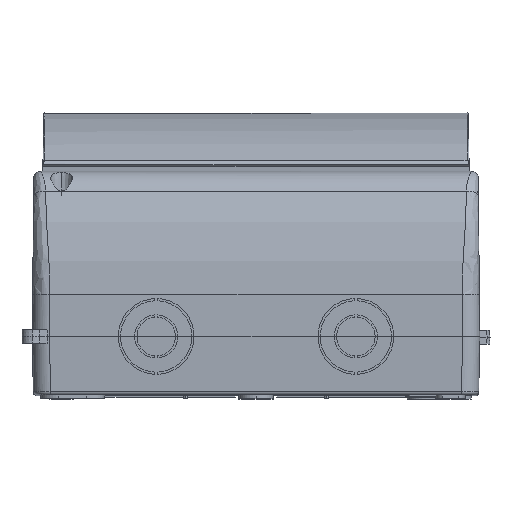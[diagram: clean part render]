
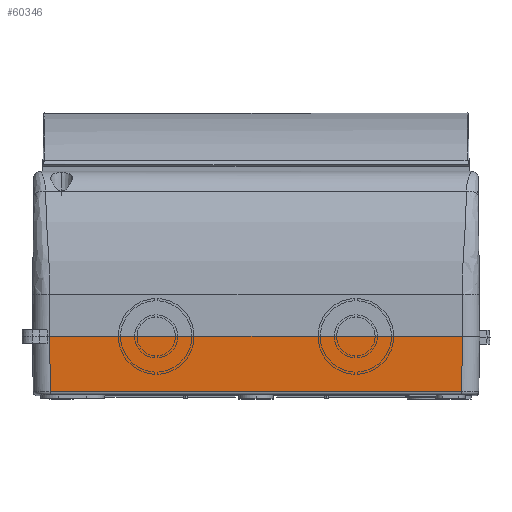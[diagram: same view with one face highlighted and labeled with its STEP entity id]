
A CAD part, top view. The second image highlights one B-rep face of the part: STEP entity #60346.
In plain terms, the highlighted planar face has unit normal (0, -0.018, 1).
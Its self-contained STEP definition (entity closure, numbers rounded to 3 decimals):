
#304 = DIRECTION ( 'NONE',  ( 0., -0.017, 1. ) ) ;
#982 = ORIENTED_EDGE ( 'NONE', *, *, #49102, .T. ) ;
#5045 = VECTOR ( 'NONE', #12751, 1000. ) ;
#11349 = CARTESIAN_POINT ( 'NONE',  ( 59.963, 14.819, 69.962 ) ) ;
#12066 = VECTOR ( 'NONE', #33515, 1000. ) ;
#12751 = DIRECTION ( 'NONE',  ( 1., 0., 0. ) ) ;
#13598 = CARTESIAN_POINT ( 'NONE',  ( -60.002, 17.087, 70.002 ) ) ;
#19504 = EDGE_CURVE ( 'NONE', #41650, #19942, #37215, .T. ) ;
#19942 = VERTEX_POINT ( 'NONE', #63229 ) ;
#20215 = PLANE ( 'NONE',  #35844 ) ;
#25217 = EDGE_LOOP ( 'NONE', ( #48691, #982, #58377, #25481 ) ) ;
#25394 = LINE ( 'NONE', #13598, #12066 ) ;
#25481 = ORIENTED_EDGE ( 'NONE', *, *, #19504, .F. ) ;
#26910 = FACE_OUTER_BOUND ( 'NONE', #25217, .T. ) ;
#28220 = EDGE_CURVE ( 'NONE', #53553, #19942, #56538, .T. ) ;
#33185 = VERTEX_POINT ( 'NONE', #52028 ) ;
#33515 = DIRECTION ( 'NONE',  ( 0.017, -1., -0.017 ) ) ;
#35325 = DIRECTION ( 'NONE',  ( 0., -1., -0.017 ) ) ;
#35844 = AXIS2_PLACEMENT_3D ( 'NONE', #60266, #304, #35325 ) ;
#37215 = LINE ( 'NONE', #63298, #50608 ) ;
#41061 = CARTESIAN_POINT ( 'NONE',  ( 59.721, 0.983, 69.72 ) ) ;
#41650 = VERTEX_POINT ( 'NONE', #51852 ) ;
#42768 = CARTESIAN_POINT ( 'NONE',  ( -65., 0.983, 69.72 ) ) ;
#43423 = LINE ( 'NONE', #42768, #5045 ) ;
#48527 = DIRECTION ( 'NONE',  ( 1., 0., 0. ) ) ;
#48691 = ORIENTED_EDGE ( 'NONE', *, *, #50256, .T. ) ;
#49102 = EDGE_CURVE ( 'NONE', #33185, #53553, #43423, .T. ) ;
#50256 = EDGE_CURVE ( 'NONE', #41650, #33185, #25394, .T. ) ;
#50608 = VECTOR ( 'NONE', #48527, 1000. ) ;
#51852 = CARTESIAN_POINT ( 'NONE',  ( -60.001, 17., 70. ) ) ;
#52028 = CARTESIAN_POINT ( 'NONE',  ( -59.721, 0.983, 69.72 ) ) ;
#53553 = VERTEX_POINT ( 'NONE', #41061 ) ;
#56538 = LINE ( 'NONE', #11349, #58090 ) ;
#56660 = DIRECTION ( 'NONE',  ( 0.017, 1., 0.017 ) ) ;
#58090 = VECTOR ( 'NONE', #56660, 1000. ) ;
#58377 = ORIENTED_EDGE ( 'NONE', *, *, #28220, .T. ) ;
#60266 = CARTESIAN_POINT ( 'NONE',  ( -65., 17., 70. ) ) ;
#60346 = ADVANCED_FACE ( 'NONE', ( #26910 ), #20215, .T. ) ;
#63229 = CARTESIAN_POINT ( 'NONE',  ( 60.001, 17., 70. ) ) ;
#63298 = CARTESIAN_POINT ( 'NONE',  ( -65., 17., 70. ) ) ;
